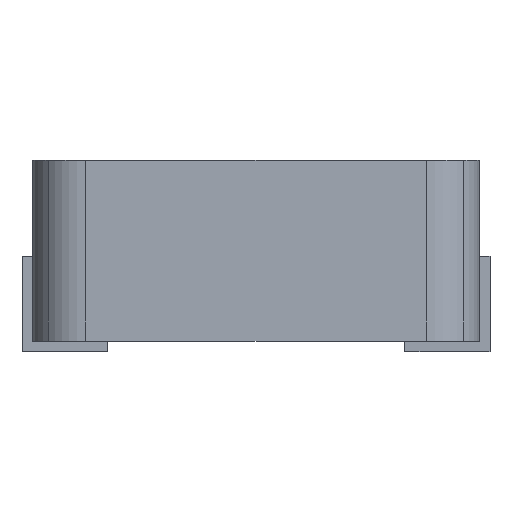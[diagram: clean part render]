
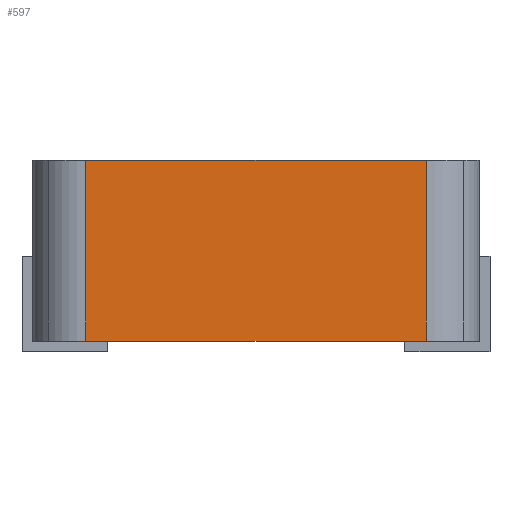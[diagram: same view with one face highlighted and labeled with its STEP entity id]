
A CAD part, front view. The second image highlights one B-rep face of the part: STEP entity #597.
In plain terms, the highlighted planar face has unit normal (0, -1, 0).
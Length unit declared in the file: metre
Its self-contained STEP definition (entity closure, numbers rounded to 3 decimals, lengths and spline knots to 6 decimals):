
#597=ADVANCED_FACE('0:320',(#1238),#1239,.T.);
#1238=FACE_OUTER_BOUND('',#2013,.T.);
#1239=PLANE('',#2014);
#2013=EDGE_LOOP('',(#3990,#3991,#3992,#3993));
#2014=AXIS2_PLACEMENT_3D('',#3994,#3995,#3996);
#3990=ORIENTED_EDGE('',*,*,#4486,.F.);
#3991=ORIENTED_EDGE('',*,*,#5191,.F.);
#3992=ORIENTED_EDGE('',*,*,#5179,.F.);
#3993=ORIENTED_EDGE('',*,*,#5154,.T.);
#3994=CARTESIAN_POINT('',(0.0,-0.0021,0.0));
#3995=DIRECTION('',(0.0,-1.0,0.0));
#3996=DIRECTION('',(1.0,0.0,0.0));
#4486=EDGE_CURVE('0:4121',#5307,#5309,#5310,.T.);
#5154=EDGE_CURVE('0:359',#6329,#5309,#6330,.T.);
#5179=EDGE_CURVE('0:4133',#6329,#6359,#6360,.T.);
#5191=EDGE_CURVE('0:362',#6359,#5307,#6377,.F.);
#5307=VERTEX_POINT('',#6522);
#5309=VERTEX_POINT('',#6524);
#5310=LINE('',#6525,#6526);
#6329=VERTEX_POINT('',#8529);
#6330=LINE('',#8530,#8531);
#6359=VERTEX_POINT('',#8595);
#6360=LINE('',#8596,#8597);
#6377=LINE('',#8621,#8622);
#6522=CARTESIAN_POINT('',(-0.0016,-0.0021,0.0001));
#6524=CARTESIAN_POINT('',(-0.0016,-0.0021,0.0018));
#6525=CARTESIAN_POINT('',(-0.0016,-0.0021,0.0));
#6526=VECTOR('',#8850,1.0);
#8529=CARTESIAN_POINT('',(0.0016,-0.0021,0.0018));
#8530=CARTESIAN_POINT('',(0.0022,-0.0021,0.0018));
#8531=VECTOR('',#9155,1.0);
#8595=CARTESIAN_POINT('',(0.0016,-0.0021,0.0001));
#8596=CARTESIAN_POINT('',(0.0016,-0.0021,0.0));
#8597=VECTOR('',#9175,1.0);
#8621=CARTESIAN_POINT('',(0.0,-0.0021,0.0001));
#8622=VECTOR('',#9189,1.0);
#8850=DIRECTION('',(0.0,0.0,1.0));
#9155=DIRECTION('',(-1.0,0.0,0.0));
#9175=DIRECTION('',(-0.0,-0.0,-1.0));
#9189=DIRECTION('',(1.0,0.0,0.0));
